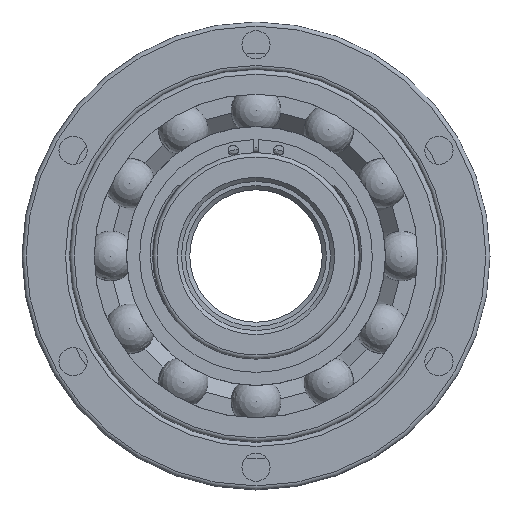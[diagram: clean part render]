
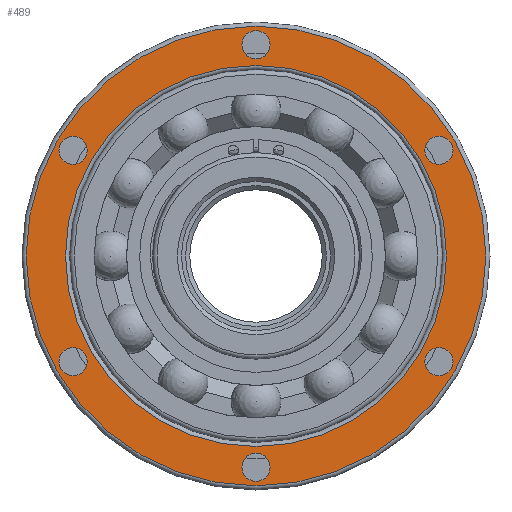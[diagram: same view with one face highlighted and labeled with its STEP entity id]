
A CAD part, left-side view. The second image highlights one B-rep face of the part: STEP entity #489.
In plain terms, the highlighted planar face has unit normal (-1, 0, 0).
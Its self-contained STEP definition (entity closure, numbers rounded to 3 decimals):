
#489 = ADVANCED_FACE( '', ( #1127, #1128, #1129, #1130, #1131, #1132, #1133, #1134 ), #1135, .T. );
#1127 = FACE_OUTER_BOUND( '', #1928, .T. );
#1128 = FACE_BOUND( '', #1929, .T. );
#1129 = FACE_BOUND( '', #1930, .T. );
#1130 = FACE_BOUND( '', #1931, .T. );
#1131 = FACE_BOUND( '', #1932, .T. );
#1132 = FACE_BOUND( '', #1933, .T. );
#1133 = FACE_BOUND( '', #1934, .T. );
#1134 = FACE_BOUND( '', #1935, .T. );
#1135 = PLANE( '', #1936 );
#1928 = EDGE_LOOP( '', ( #3449 ) );
#1929 = EDGE_LOOP( '', ( #3450 ) );
#1930 = EDGE_LOOP( '', ( #3451 ) );
#1931 = EDGE_LOOP( '', ( #3452 ) );
#1932 = EDGE_LOOP( '', ( #3453 ) );
#1933 = EDGE_LOOP( '', ( #3454 ) );
#1934 = EDGE_LOOP( '', ( #3455 ) );
#1935 = EDGE_LOOP( '', ( #3456 ) );
#1936 = AXIS2_PLACEMENT_3D( '', #3457, #3458, #3459 );
#3449 = ORIENTED_EDGE( '', *, *, #4332, .T. );
#3450 = ORIENTED_EDGE( '', *, *, #4571, .T. );
#3451 = ORIENTED_EDGE( '', *, *, #4910, .T. );
#3452 = ORIENTED_EDGE( '', *, *, #4911, .T. );
#3453 = ORIENTED_EDGE( '', *, *, #4813, .T. );
#3454 = ORIENTED_EDGE( '', *, *, #4819, .T. );
#3455 = ORIENTED_EDGE( '', *, *, #4619, .T. );
#3456 = ORIENTED_EDGE( '', *, *, #4912, .F. );
#3457 = CARTESIAN_POINT( '', ( 4.5, 0., 46. ) );
#3458 = DIRECTION( '', ( -1., 0., 0. ) );
#3459 = DIRECTION( '', ( 0., 0., 1. ) );
#4332 = EDGE_CURVE( '', #5138, #5138, #5139, .T. );
#4571 = EDGE_CURVE( '', #5552, #5552, #5553, .T. );
#4619 = EDGE_CURVE( '', #5632, #5632, #5633, .T. );
#4813 = EDGE_CURVE( '', #5919, #5919, #5920, .T. );
#4819 = EDGE_CURVE( '', #5927, #5927, #5928, .T. );
#4910 = EDGE_CURVE( '', #6054, #6054, #6055, .T. );
#4911 = EDGE_CURVE( '', #6056, #6056, #6057, .T. );
#4912 = EDGE_CURVE( '', #6058, #6058, #6059, .T. );
#5138 = VERTEX_POINT( '', #6404 );
#5139 = CIRCLE( '', #6405, 55.5 );
#5552 = VERTEX_POINT( '', #7460 );
#5553 = CIRCLE( '', #7461, 3.4 );
#5632 = VERTEX_POINT( '', #7715 );
#5633 = CIRCLE( '', #7716, 3.4 );
#5919 = VERTEX_POINT( '', #8301 );
#5920 = CIRCLE( '', #8302, 3.4 );
#5927 = VERTEX_POINT( '', #8309 );
#5928 = CIRCLE( '', #8310, 3.4 );
#6054 = VERTEX_POINT( '', #8779 );
#6055 = CIRCLE( '', #8780, 3.4 );
#6056 = VERTEX_POINT( '', #8781 );
#6057 = CIRCLE( '', #8782, 3.4 );
#6058 = VERTEX_POINT( '', #8783 );
#6059 = CIRCLE( '', #8784, 46. );
#6404 = CARTESIAN_POINT( '', ( 4.5, 0., 55.5 ) );
#6405 = AXIS2_PLACEMENT_3D( '', #9507, #9508, #9509 );
#7460 = CARTESIAN_POINT( '', ( 4.5, -47.112, 27.2 ) );
#7461 = AXIS2_PLACEMENT_3D( '', #9826, #9827, #9828 );
#7715 = CARTESIAN_POINT( '', ( 4.5, 0., 54.4 ) );
#7716 = AXIS2_PLACEMENT_3D( '', #9878, #9879, #9880 );
#8301 = CARTESIAN_POINT( '', ( 4.5, 47.112, -27.2 ) );
#8302 = AXIS2_PLACEMENT_3D( '', #10154, #10155, #10156 );
#8309 = CARTESIAN_POINT( '', ( 4.5, 47.112, 27.2 ) );
#8310 = AXIS2_PLACEMENT_3D( '', #10166, #10167, #10168 );
#8779 = CARTESIAN_POINT( '', ( 4.5, -47.112, -27.2 ) );
#8780 = AXIS2_PLACEMENT_3D( '', #10251, #10252, #10253 );
#8781 = CARTESIAN_POINT( '', ( 4.5, 0., -54.4 ) );
#8782 = AXIS2_PLACEMENT_3D( '', #10254, #10255, #10256 );
#8783 = CARTESIAN_POINT( '', ( 4.5, 0., 46. ) );
#8784 = AXIS2_PLACEMENT_3D( '', #10257, #10258, #10259 );
#9507 = CARTESIAN_POINT( '', ( 4.5, 0., 0. ) );
#9508 = DIRECTION( '', ( -1., 0., 0. ) );
#9509 = DIRECTION( '', ( 0., 0., 1. ) );
#9826 = CARTESIAN_POINT( '', ( 4.5, -44.167, 25.5 ) );
#9827 = DIRECTION( '', ( 1., 0., 0. ) );
#9828 = DIRECTION( '', ( 0., -0.866, 0.5 ) );
#9878 = CARTESIAN_POINT( '', ( 4.5, 0., 51. ) );
#9879 = DIRECTION( '', ( 1., 0., 0. ) );
#9880 = DIRECTION( '', ( 0., 0., 1. ) );
#10154 = CARTESIAN_POINT( '', ( 4.5, 44.167, -25.5 ) );
#10155 = DIRECTION( '', ( 1., 0., 0. ) );
#10156 = DIRECTION( '', ( 0., 0.866, -0.5 ) );
#10166 = CARTESIAN_POINT( '', ( 4.5, 44.167, 25.5 ) );
#10167 = DIRECTION( '', ( 1., 0., 0. ) );
#10168 = DIRECTION( '', ( 0., 0.866, 0.5 ) );
#10251 = CARTESIAN_POINT( '', ( 4.5, -44.167, -25.5 ) );
#10252 = DIRECTION( '', ( 1., 0., 0. ) );
#10253 = DIRECTION( '', ( 0., -0.866, -0.5 ) );
#10254 = CARTESIAN_POINT( '', ( 4.5, 0., -51. ) );
#10255 = DIRECTION( '', ( 1., 0., 0. ) );
#10256 = DIRECTION( '', ( 0., 0., -1. ) );
#10257 = CARTESIAN_POINT( '', ( 4.5, 0., 0. ) );
#10258 = DIRECTION( '', ( -1., 0., 0. ) );
#10259 = DIRECTION( '', ( 0., 0., 1. ) );
